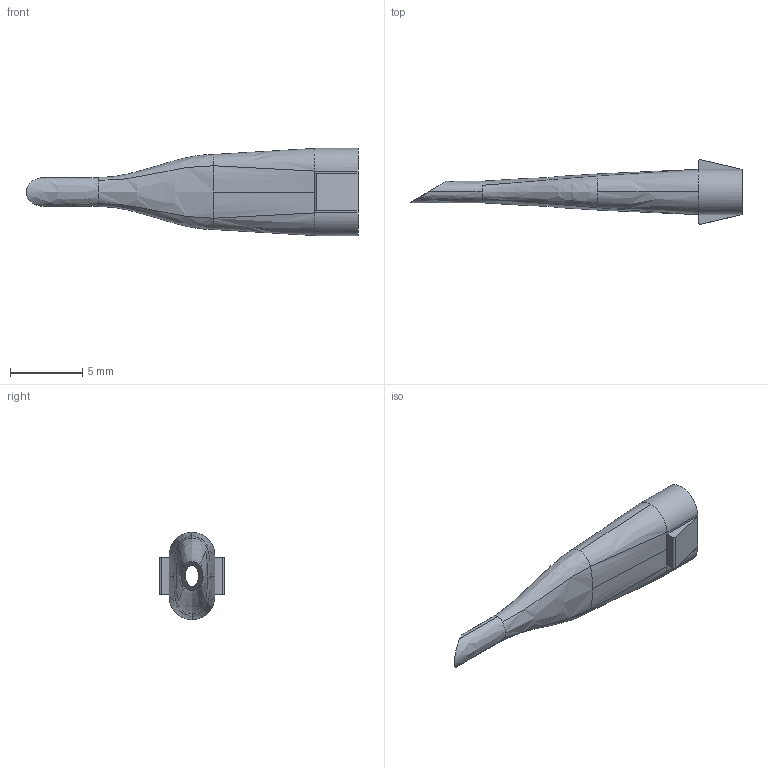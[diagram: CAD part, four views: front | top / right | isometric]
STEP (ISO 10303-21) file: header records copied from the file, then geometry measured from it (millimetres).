
FILE_DESCRIPTION (( 'STEP AP214' ), '1' );
FILE_NAME ('Treyetech_Inserter4.STEP', '2018-02-28T01:24:59', ( '' ), ( '' ), 'SwSTEP 2.0', 'SolidWorks 2016', '' );
FILE_SCHEMA (( 'AUTOMOTIVE_DESIGN' ));
Length unit declared in the file: millimetre
Products named in the file (1): Treyetech_Inserter4
Bounding box: 22.99 x 4.49 x 6.04 mm (x, y, z)
Volume: 122.9 mm3; surface area: 444.3 mm2
Topology: 1 solids, 1 shells, 68 faces, 187 edges, 121 vertices
Faces by surface type: bspline 35, cylinder 17, plane 16
Entity records: 4869 total; most frequent: CARTESIAN_POINT 3322, ORIENTED_EDGE 374, DIRECTION 243, EDGE_CURVE 187, VERTEX_POINT 121, AXIS2_PLACEMENT_3D 90, EDGE_LOOP 70, FACE_OUTER_BOUND 68
